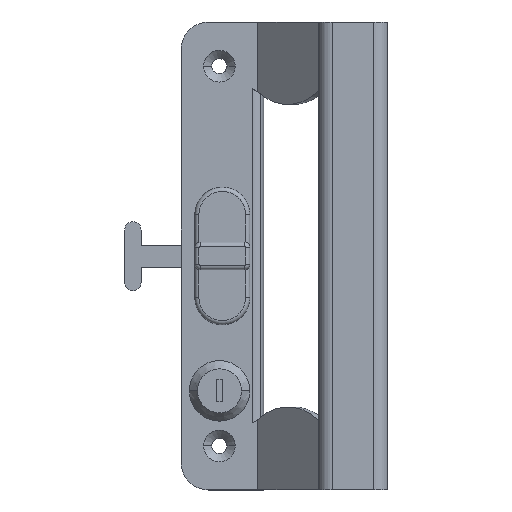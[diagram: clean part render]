
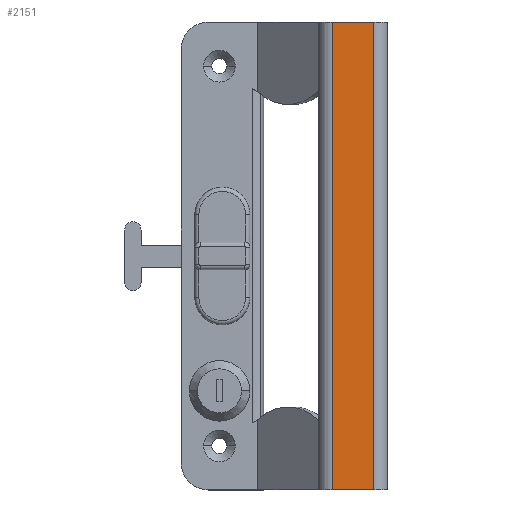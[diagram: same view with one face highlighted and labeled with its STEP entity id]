
A CAD part, top view. The second image highlights one B-rep face of the part: STEP entity #2151.
In plain terms, the highlighted planar face has unit normal (0, 0, 1).
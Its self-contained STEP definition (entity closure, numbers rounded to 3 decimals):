
#5 = CARTESIAN_POINT ( 'NONE',  ( -48.083, 191.697, 124.17 ) ) ;
#39 = VECTOR ( 'NONE', #157, 1000. ) ;
#87 = FACE_OUTER_BOUND ( 'NONE', #3058, .T. ) ;
#157 = DIRECTION ( 'NONE',  ( -1., 0., 0. ) ) ;
#340 = CARTESIAN_POINT ( 'NONE',  ( -53.083, 191.697, 124.17 ) ) ;
#350 = CARTESIAN_POINT ( 'NONE',  ( -68.083, 21.697, 124.17 ) ) ;
#523 = LINE ( 'NONE', #1909, #3127 ) ;
#543 = DIRECTION ( 'NONE',  ( 0., 1., 0. ) ) ;
#975 = DIRECTION ( 'NONE',  ( 1., 0., 0. ) ) ;
#1083 = CARTESIAN_POINT ( 'NONE',  ( -53.083, 191.697, 124.17 ) ) ;
#1093 = LINE ( 'NONE', #2474, #39 ) ;
#1175 = LINE ( 'NONE', #2484, #1689 ) ;
#1322 = DIRECTION ( 'NONE',  ( 0., -1., 0. ) ) ;
#1689 = VECTOR ( 'NONE', #3791, 1000. ) ;
#1708 = VERTEX_POINT ( 'NONE', #1083 ) ;
#1909 = CARTESIAN_POINT ( 'NONE',  ( -68.083, 191.697, 124.17 ) ) ;
#1991 = VERTEX_POINT ( 'NONE', #3688 ) ;
#2013 = LINE ( 'NONE', #340, #2508 ) ;
#2151 = ADVANCED_FACE ( 'NONE', ( #87 ), #3007, .F. ) ;
#2199 = ORIENTED_EDGE ( 'NONE', *, *, #3936, .T. ) ;
#2315 = ORIENTED_EDGE ( 'NONE', *, *, #3629, .F. ) ;
#2342 = ORIENTED_EDGE ( 'NONE', *, *, #3820, .F. ) ;
#2344 = DIRECTION ( 'NONE',  ( 0., 0., -1. ) ) ;
#2368 = VERTEX_POINT ( 'NONE', #2605 ) ;
#2452 = AXIS2_PLACEMENT_3D ( 'NONE', #5, #2344, #975 ) ;
#2474 = CARTESIAN_POINT ( 'NONE',  ( -48.083, 191.697, 124.17 ) ) ;
#2484 = CARTESIAN_POINT ( 'NONE',  ( -48.083, 21.697, 124.17 ) ) ;
#2508 = VECTOR ( 'NONE', #1322, 1000. ) ;
#2605 = CARTESIAN_POINT ( 'NONE',  ( -68.083, 191.697, 124.17 ) ) ;
#2640 = EDGE_CURVE ( 'NONE', #1708, #1991, #2013, .T. ) ;
#3007 = PLANE ( 'NONE',  #2452 ) ;
#3058 = EDGE_LOOP ( 'NONE', ( #2199, #2315, #2342, #3654 ) ) ;
#3127 = VECTOR ( 'NONE', #543, 1000. ) ;
#3372 = VERTEX_POINT ( 'NONE', #350 ) ;
#3629 = EDGE_CURVE ( 'NONE', #3372, #2368, #523, .T. ) ;
#3654 = ORIENTED_EDGE ( 'NONE', *, *, #2640, .F. ) ;
#3688 = CARTESIAN_POINT ( 'NONE',  ( -53.083, 21.697, 124.17 ) ) ;
#3791 = DIRECTION ( 'NONE',  ( -1., 0., 0. ) ) ;
#3820 = EDGE_CURVE ( 'NONE', #1991, #3372, #1175, .T. ) ;
#3936 = EDGE_CURVE ( 'NONE', #1708, #2368, #1093, .T. ) ;
